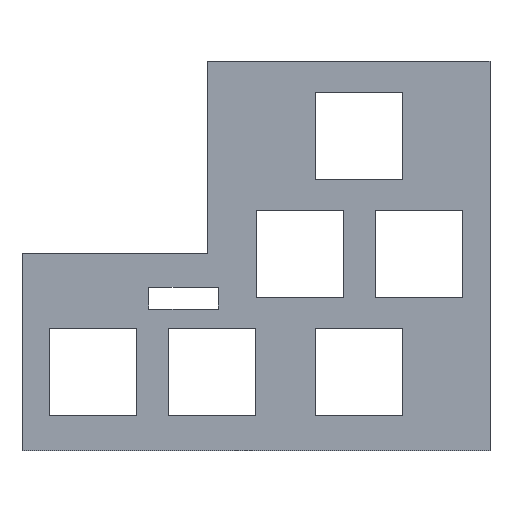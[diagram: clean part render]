
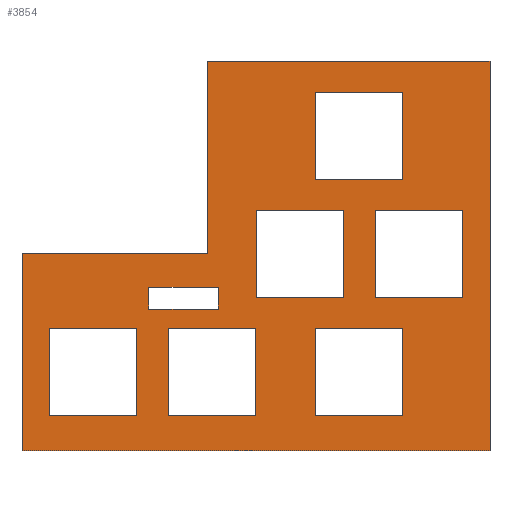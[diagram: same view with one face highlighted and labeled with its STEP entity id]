
A CAD part, front view. The second image highlights one B-rep face of the part: STEP entity #3854.
In plain terms, the highlighted planar face has unit normal (0, -1, 0).
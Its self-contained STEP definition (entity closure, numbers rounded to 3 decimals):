
#35=FACE_BOUND('',#801,.T.);
#36=FACE_BOUND('',#802,.T.);
#37=FACE_BOUND('',#803,.T.);
#38=FACE_BOUND('',#804,.T.);
#39=FACE_BOUND('',#805,.T.);
#40=FACE_BOUND('',#806,.T.);
#41=FACE_BOUND('',#807,.T.);
#577=FACE_OUTER_BOUND('',#800,.T.);
#800=EDGE_LOOP('',(#3526,#3527,#3528,#3529,#3530,#3531));
#801=EDGE_LOOP('',(#3532,#3533,#3534,#3535));
#802=EDGE_LOOP('',(#3536,#3537,#3538,#3539));
#803=EDGE_LOOP('',(#3540,#3541,#3542,#3543));
#804=EDGE_LOOP('',(#3544,#3545,#3546,#3547));
#805=EDGE_LOOP('',(#3548,#3549,#3550,#3551));
#806=EDGE_LOOP('',(#3552,#3553,#3554,#3555));
#807=EDGE_LOOP('',(#3556,#3557,#3558,#3559));
#1048=LINE('',#7317,#1390);
#1052=LINE('',#7325,#1394);
#1055=LINE('',#7331,#1397);
#1058=LINE('',#7336,#1400);
#1060=LINE('',#7341,#1402);
#1064=LINE('',#7349,#1406);
#1067=LINE('',#7355,#1409);
#1070=LINE('',#7360,#1412);
#1072=LINE('',#7365,#1414);
#1076=LINE('',#7373,#1418);
#1079=LINE('',#7379,#1421);
#1082=LINE('',#7384,#1424);
#1084=LINE('',#7389,#1426);
#1088=LINE('',#7397,#1430);
#1091=LINE('',#7403,#1433);
#1094=LINE('',#7408,#1436);
#1096=LINE('',#7413,#1438);
#1100=LINE('',#7421,#1442);
#1103=LINE('',#7427,#1445);
#1106=LINE('',#7432,#1448);
#1108=LINE('',#7437,#1450);
#1112=LINE('',#7445,#1454);
#1115=LINE('',#7451,#1457);
#1118=LINE('',#7456,#1460);
#1120=LINE('',#7461,#1462);
#1124=LINE('',#7469,#1466);
#1127=LINE('',#7475,#1469);
#1130=LINE('',#7480,#1472);
#1132=LINE('',#7485,#1474);
#1136=LINE('',#7493,#1478);
#1139=LINE('',#7499,#1481);
#1142=LINE('',#7505,#1484);
#1145=LINE('',#7511,#1487);
#1148=LINE('',#7516,#1490);
#1390=VECTOR('',#4317,10.);
#1394=VECTOR('',#4323,10.);
#1397=VECTOR('',#4328,10.);
#1400=VECTOR('',#4333,10.);
#1402=VECTOR('',#4337,10.);
#1406=VECTOR('',#4343,10.);
#1409=VECTOR('',#4348,10.);
#1412=VECTOR('',#4353,10.);
#1414=VECTOR('',#4357,10.);
#1418=VECTOR('',#4363,10.);
#1421=VECTOR('',#4368,10.);
#1424=VECTOR('',#4373,10.);
#1426=VECTOR('',#4377,10.);
#1430=VECTOR('',#4383,10.);
#1433=VECTOR('',#4388,10.);
#1436=VECTOR('',#4393,10.);
#1438=VECTOR('',#4397,10.);
#1442=VECTOR('',#4403,10.);
#1445=VECTOR('',#4408,10.);
#1448=VECTOR('',#4413,10.);
#1450=VECTOR('',#4417,10.);
#1454=VECTOR('',#4423,10.);
#1457=VECTOR('',#4428,10.);
#1460=VECTOR('',#4433,10.);
#1462=VECTOR('',#4437,10.);
#1466=VECTOR('',#4443,10.);
#1469=VECTOR('',#4448,10.);
#1472=VECTOR('',#4453,10.);
#1474=VECTOR('',#4457,10.);
#1478=VECTOR('',#4463,10.);
#1481=VECTOR('',#4468,10.);
#1484=VECTOR('',#4473,10.);
#1487=VECTOR('',#4478,10.);
#1490=VECTOR('',#4483,10.);
#1800=VERTEX_POINT('',#7315);
#1801=VERTEX_POINT('',#7316);
#1804=VERTEX_POINT('',#7324);
#1806=VERTEX_POINT('',#7330);
#1808=VERTEX_POINT('',#7339);
#1809=VERTEX_POINT('',#7340);
#1812=VERTEX_POINT('',#7348);
#1814=VERTEX_POINT('',#7354);
#1816=VERTEX_POINT('',#7363);
#1817=VERTEX_POINT('',#7364);
#1820=VERTEX_POINT('',#7372);
#1822=VERTEX_POINT('',#7378);
#1824=VERTEX_POINT('',#7387);
#1825=VERTEX_POINT('',#7388);
#1828=VERTEX_POINT('',#7396);
#1830=VERTEX_POINT('',#7402);
#1832=VERTEX_POINT('',#7411);
#1833=VERTEX_POINT('',#7412);
#1836=VERTEX_POINT('',#7420);
#1838=VERTEX_POINT('',#7426);
#1840=VERTEX_POINT('',#7435);
#1841=VERTEX_POINT('',#7436);
#1844=VERTEX_POINT('',#7444);
#1846=VERTEX_POINT('',#7450);
#1848=VERTEX_POINT('',#7459);
#1849=VERTEX_POINT('',#7460);
#1852=VERTEX_POINT('',#7468);
#1854=VERTEX_POINT('',#7474);
#1856=VERTEX_POINT('',#7483);
#1857=VERTEX_POINT('',#7484);
#1860=VERTEX_POINT('',#7492);
#1862=VERTEX_POINT('',#7498);
#1864=VERTEX_POINT('',#7504);
#1866=VERTEX_POINT('',#7510);
#2330=EDGE_CURVE('',#1800,#1801,#1048,.T.);
#2334=EDGE_CURVE('',#1804,#1800,#1052,.T.);
#2337=EDGE_CURVE('',#1806,#1804,#1055,.T.);
#2340=EDGE_CURVE('',#1801,#1806,#1058,.T.);
#2342=EDGE_CURVE('',#1808,#1809,#1060,.T.);
#2346=EDGE_CURVE('',#1812,#1808,#1064,.T.);
#2349=EDGE_CURVE('',#1814,#1812,#1067,.T.);
#2352=EDGE_CURVE('',#1809,#1814,#1070,.T.);
#2354=EDGE_CURVE('',#1816,#1817,#1072,.T.);
#2358=EDGE_CURVE('',#1820,#1816,#1076,.T.);
#2361=EDGE_CURVE('',#1822,#1820,#1079,.T.);
#2364=EDGE_CURVE('',#1817,#1822,#1082,.T.);
#2366=EDGE_CURVE('',#1824,#1825,#1084,.T.);
#2370=EDGE_CURVE('',#1828,#1824,#1088,.T.);
#2373=EDGE_CURVE('',#1830,#1828,#1091,.T.);
#2376=EDGE_CURVE('',#1825,#1830,#1094,.T.);
#2378=EDGE_CURVE('',#1832,#1833,#1096,.T.);
#2382=EDGE_CURVE('',#1836,#1832,#1100,.T.);
#2385=EDGE_CURVE('',#1838,#1836,#1103,.T.);
#2388=EDGE_CURVE('',#1833,#1838,#1106,.T.);
#2390=EDGE_CURVE('',#1840,#1841,#1108,.T.);
#2394=EDGE_CURVE('',#1844,#1840,#1112,.T.);
#2397=EDGE_CURVE('',#1846,#1844,#1115,.T.);
#2400=EDGE_CURVE('',#1841,#1846,#1118,.T.);
#2402=EDGE_CURVE('',#1848,#1849,#1120,.T.);
#2406=EDGE_CURVE('',#1852,#1848,#1124,.T.);
#2409=EDGE_CURVE('',#1854,#1852,#1127,.T.);
#2412=EDGE_CURVE('',#1849,#1854,#1130,.T.);
#2414=EDGE_CURVE('',#1856,#1857,#1132,.T.);
#2418=EDGE_CURVE('',#1856,#1860,#1136,.T.);
#2421=EDGE_CURVE('',#1860,#1862,#1139,.T.);
#2424=EDGE_CURVE('',#1862,#1864,#1142,.T.);
#2427=EDGE_CURVE('',#1866,#1864,#1145,.T.);
#2430=EDGE_CURVE('',#1866,#1857,#1148,.T.);
#3526=ORIENTED_EDGE('',*,*,#2430,.T.);
#3527=ORIENTED_EDGE('',*,*,#2414,.F.);
#3528=ORIENTED_EDGE('',*,*,#2418,.T.);
#3529=ORIENTED_EDGE('',*,*,#2421,.T.);
#3530=ORIENTED_EDGE('',*,*,#2424,.T.);
#3531=ORIENTED_EDGE('',*,*,#2427,.F.);
#3532=ORIENTED_EDGE('',*,*,#2412,.F.);
#3533=ORIENTED_EDGE('',*,*,#2402,.F.);
#3534=ORIENTED_EDGE('',*,*,#2406,.F.);
#3535=ORIENTED_EDGE('',*,*,#2409,.F.);
#3536=ORIENTED_EDGE('',*,*,#2400,.F.);
#3537=ORIENTED_EDGE('',*,*,#2390,.F.);
#3538=ORIENTED_EDGE('',*,*,#2394,.F.);
#3539=ORIENTED_EDGE('',*,*,#2397,.F.);
#3540=ORIENTED_EDGE('',*,*,#2388,.F.);
#3541=ORIENTED_EDGE('',*,*,#2378,.F.);
#3542=ORIENTED_EDGE('',*,*,#2382,.F.);
#3543=ORIENTED_EDGE('',*,*,#2385,.F.);
#3544=ORIENTED_EDGE('',*,*,#2376,.F.);
#3545=ORIENTED_EDGE('',*,*,#2366,.F.);
#3546=ORIENTED_EDGE('',*,*,#2370,.F.);
#3547=ORIENTED_EDGE('',*,*,#2373,.F.);
#3548=ORIENTED_EDGE('',*,*,#2364,.F.);
#3549=ORIENTED_EDGE('',*,*,#2354,.F.);
#3550=ORIENTED_EDGE('',*,*,#2358,.F.);
#3551=ORIENTED_EDGE('',*,*,#2361,.F.);
#3552=ORIENTED_EDGE('',*,*,#2352,.F.);
#3553=ORIENTED_EDGE('',*,*,#2342,.F.);
#3554=ORIENTED_EDGE('',*,*,#2346,.F.);
#3555=ORIENTED_EDGE('',*,*,#2349,.F.);
#3556=ORIENTED_EDGE('',*,*,#2340,.F.);
#3557=ORIENTED_EDGE('',*,*,#2330,.F.);
#3558=ORIENTED_EDGE('',*,*,#2334,.F.);
#3559=ORIENTED_EDGE('',*,*,#2337,.F.);
#3651=PLANE('',#3960);
#3854=ADVANCED_FACE('',(#577,#35,#36,#37,#38,#39,#40,#41),#3651,.F.);
#3960=AXIS2_PLACEMENT_3D('',#7519,#4487,#4488);
#4317=DIRECTION('',(0.,0.,-1.));
#4323=DIRECTION('',(-1.,0.,0.));
#4328=DIRECTION('',(0.,0.,1.));
#4333=DIRECTION('',(1.,0.,0.));
#4337=DIRECTION('',(0.,0.,-1.));
#4343=DIRECTION('',(-1.,0.,0.));
#4348=DIRECTION('',(0.,0.,1.));
#4353=DIRECTION('',(1.,0.,0.));
#4357=DIRECTION('',(0.,0.,-1.));
#4363=DIRECTION('',(-1.,0.,0.));
#4368=DIRECTION('',(0.,0.,1.));
#4373=DIRECTION('',(1.,0.,0.));
#4377=DIRECTION('',(1.,0.,0.));
#4383=DIRECTION('',(0.,0.,-1.));
#4388=DIRECTION('',(-1.,0.,0.));
#4393=DIRECTION('',(0.,0.,1.));
#4397=DIRECTION('',(0.,0.,1.));
#4403=DIRECTION('',(1.,0.,0.));
#4408=DIRECTION('',(0.,0.,-1.));
#4413=DIRECTION('',(-1.,0.,0.));
#4417=DIRECTION('',(1.,0.,0.));
#4423=DIRECTION('',(0.,0.,-1.));
#4428=DIRECTION('',(-1.,0.,0.));
#4433=DIRECTION('',(0.,0.,1.));
#4437=DIRECTION('',(1.,0.,0.));
#4443=DIRECTION('',(0.,0.,-1.));
#4448=DIRECTION('',(-1.,0.,0.));
#4453=DIRECTION('',(0.,0.,1.));
#4457=DIRECTION('',(0.,0.,-1.));
#4463=DIRECTION('',(-1.,0.,0.));
#4468=DIRECTION('',(0.,0.,-1.));
#4473=DIRECTION('',(-1.,0.,0.));
#4478=DIRECTION('',(0.,0.,1.));
#4483=DIRECTION('',(1.,0.,0.));
#4487=DIRECTION('center_axis',(0.,1.,0.));
#4488=DIRECTION('ref_axis',(1.,0.,0.));
#7315=CARTESIAN_POINT('',(47.3,0.,57.7));
#7316=CARTESIAN_POINT('',(47.3,0.,43.7));
#7317=CARTESIAN_POINT('',(47.3,0.,57.7));
#7324=CARTESIAN_POINT('',(61.3,0.,57.7));
#7325=CARTESIAN_POINT('',(61.3,0.,57.7));
#7330=CARTESIAN_POINT('',(61.3,0.,43.7));
#7331=CARTESIAN_POINT('',(61.3,0.,43.7));
#7336=CARTESIAN_POINT('',(47.3,0.,43.7));
#7339=CARTESIAN_POINT('',(37.7,0.,38.7));
#7340=CARTESIAN_POINT('',(37.7,0.,24.7));
#7341=CARTESIAN_POINT('',(37.7,0.,38.7));
#7348=CARTESIAN_POINT('',(51.7,0.,38.7));
#7349=CARTESIAN_POINT('',(51.7,0.,38.7));
#7354=CARTESIAN_POINT('',(51.7,0.,24.7));
#7355=CARTESIAN_POINT('',(51.7,0.,24.7));
#7360=CARTESIAN_POINT('',(37.7,0.,24.7));
#7363=CARTESIAN_POINT('',(56.8,0.,38.7));
#7364=CARTESIAN_POINT('',(56.8,0.,24.7));
#7365=CARTESIAN_POINT('',(56.8,0.,38.7));
#7372=CARTESIAN_POINT('',(70.8,0.,38.7));
#7373=CARTESIAN_POINT('',(70.8,0.,38.7));
#7378=CARTESIAN_POINT('',(70.8,0.,24.7));
#7379=CARTESIAN_POINT('',(70.8,0.,24.7));
#7384=CARTESIAN_POINT('',(56.8,0.,24.7));
#7387=CARTESIAN_POINT('',(47.3,0.,5.7));
#7388=CARTESIAN_POINT('',(61.3,0.,5.7));
#7389=CARTESIAN_POINT('',(61.3,0.,5.7));
#7396=CARTESIAN_POINT('',(47.3,0.,19.7));
#7397=CARTESIAN_POINT('',(47.3,0.,5.7));
#7402=CARTESIAN_POINT('',(61.3,0.,19.7));
#7403=CARTESIAN_POINT('',(47.3,0.,19.7));
#7408=CARTESIAN_POINT('',(61.3,0.,19.7));
#7411=CARTESIAN_POINT('',(31.6,0.,22.8));
#7412=CARTESIAN_POINT('',(31.6,0.,26.3));
#7413=CARTESIAN_POINT('',(31.6,0.,22.8));
#7420=CARTESIAN_POINT('',(20.4,0.,22.8));
#7421=CARTESIAN_POINT('',(20.4,0.,22.8));
#7426=CARTESIAN_POINT('',(20.4,0.,26.3));
#7427=CARTESIAN_POINT('',(20.4,0.,26.3));
#7432=CARTESIAN_POINT('',(31.6,0.,26.3));
#7435=CARTESIAN_POINT('',(23.5,0.,5.7));
#7436=CARTESIAN_POINT('',(37.5,0.,5.7));
#7437=CARTESIAN_POINT('',(37.5,0.,5.7));
#7444=CARTESIAN_POINT('',(23.5,0.,19.7));
#7445=CARTESIAN_POINT('',(23.5,0.,5.7));
#7450=CARTESIAN_POINT('',(37.5,0.,19.7));
#7451=CARTESIAN_POINT('',(23.5,0.,19.7));
#7456=CARTESIAN_POINT('',(37.5,0.,19.7));
#7459=CARTESIAN_POINT('',(4.4,0.,5.7));
#7460=CARTESIAN_POINT('',(18.4,0.,5.7));
#7461=CARTESIAN_POINT('',(18.4,0.,5.7));
#7468=CARTESIAN_POINT('',(4.4,0.,19.7));
#7469=CARTESIAN_POINT('',(4.4,0.,5.7));
#7474=CARTESIAN_POINT('',(18.4,0.,19.7));
#7475=CARTESIAN_POINT('',(4.4,0.,19.7));
#7480=CARTESIAN_POINT('',(18.4,0.,19.7));
#7483=CARTESIAN_POINT('',(75.3,0.,62.7));
#7484=CARTESIAN_POINT('',(75.3,0.,0.));
#7485=CARTESIAN_POINT('',(75.3,0.,62.7));
#7492=CARTESIAN_POINT('',(29.8,0.,62.7));
#7493=CARTESIAN_POINT('',(75.3,0.,62.7));
#7498=CARTESIAN_POINT('',(29.8,0.,31.7));
#7499=CARTESIAN_POINT('',(29.8,0.,62.7));
#7504=CARTESIAN_POINT('',(0.,0.,31.7));
#7505=CARTESIAN_POINT('',(29.8,0.,31.7));
#7510=CARTESIAN_POINT('',(0.,0.,0.));
#7511=CARTESIAN_POINT('',(0.,0.,0.));
#7516=CARTESIAN_POINT('',(0.,0.,0.));
#7519=CARTESIAN_POINT('Origin',(37.65,0.,31.35));
